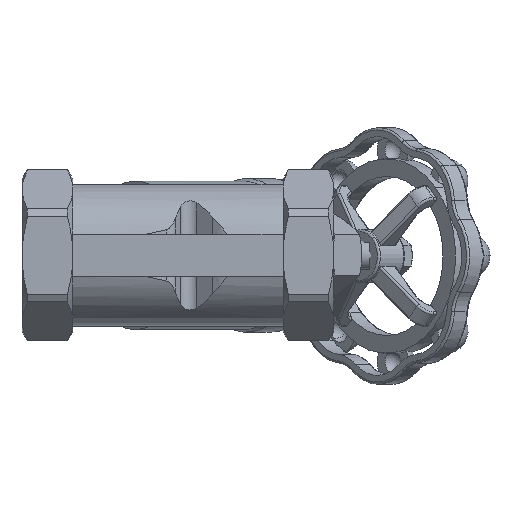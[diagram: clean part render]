
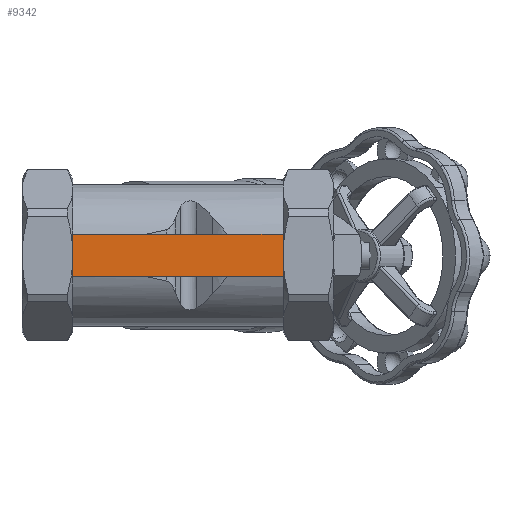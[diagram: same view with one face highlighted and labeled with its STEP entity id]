
A CAD part, front view. The second image highlights one B-rep face of the part: STEP entity #9342.
In plain terms, the highlighted planar face has unit normal (0, -1, 0).
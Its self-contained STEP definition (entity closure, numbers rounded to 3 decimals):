
#1246 = CARTESIAN_POINT ( 'NONE',  ( -47.5, -34.5, 9.5 ) ) ;
#1957 = LINE ( 'NONE', #38245, #39331 ) ;
#2909 = CARTESIAN_POINT ( 'NONE',  ( -47.5, -34.5, -9.5 ) ) ;
#3229 = CARTESIAN_POINT ( 'NONE',  ( -47.5, -34.5, -9.5 ) ) ;
#3332 = LINE ( 'NONE', #52477, #4450 ) ;
#3668 = EDGE_CURVE ( 'NONE', #30808, #13014, #26968, .T. ) ;
#4450 = VECTOR ( 'NONE', #35143, 1000. ) ;
#5339 = CARTESIAN_POINT ( 'NONE',  ( -47.5, -34.5, 0. ) ) ;
#6083 = DIRECTION ( 'NONE',  ( 0., 1., 0. ) ) ;
#7355 = ORIENTED_EDGE ( 'NONE', *, *, #34517, .T. ) ;
#9342 = ADVANCED_FACE ( 'NONE', ( #37297 ), #32557, .F. ) ;
#12576 = VECTOR ( 'NONE', #20046, 1000. ) ;
#13014 = VERTEX_POINT ( 'NONE', #56716 ) ;
#13890 = ORIENTED_EDGE ( 'NONE', *, *, #47449, .T. ) ;
#17007 = VERTEX_POINT ( 'NONE', #47143 ) ;
#17190 = EDGE_CURVE ( 'NONE', #50739, #50957, #3332, .T. ) ;
#17798 = LINE ( 'NONE', #3229, #38401 ) ;
#19752 = LINE ( 'NONE', #56717, #12576 ) ;
#20046 = DIRECTION ( 'NONE',  ( -1., 0., 0. ) ) ;
#21181 = DIRECTION ( 'NONE',  ( 0., 0., 1. ) ) ;
#26422 = DIRECTION ( 'NONE',  ( 0., 0., -1. ) ) ;
#26968 = LINE ( 'NONE', #35879, #53744 ) ;
#28919 = ORIENTED_EDGE ( 'NONE', *, *, #17190, .T. ) ;
#29439 = ORIENTED_EDGE ( 'NONE', *, *, #3668, .T. ) ;
#30808 = VERTEX_POINT ( 'NONE', #48006 ) ;
#32557 = PLANE ( 'NONE',  #53221 ) ;
#33903 = ORIENTED_EDGE ( 'NONE', *, *, #56964, .T. ) ;
#34517 = EDGE_CURVE ( 'NONE', #13014, #17007, #44725, .T. ) ;
#35143 = DIRECTION ( 'NONE',  ( 0., 0., -1. ) ) ;
#35586 = DIRECTION ( 'NONE',  ( 0., 0., 1. ) ) ;
#35879 = CARTESIAN_POINT ( 'NONE',  ( 47.5, -34.5, -9.5 ) ) ;
#36110 = VECTOR ( 'NONE', #21181, 1000. ) ;
#37297 = FACE_OUTER_BOUND ( 'NONE', #50661, .T. ) ;
#37822 = ORIENTED_EDGE ( 'NONE', *, *, #43744, .T. ) ;
#38245 = CARTESIAN_POINT ( 'NONE',  ( 47.5, -34.5, -9.5 ) ) ;
#38401 = VECTOR ( 'NONE', #26422, 1000. ) ;
#39331 = VECTOR ( 'NONE', #56464, 1000. ) ;
#40970 = VERTEX_POINT ( 'NONE', #1246 ) ;
#43744 = EDGE_CURVE ( 'NONE', #17007, #40970, #19752, .T. ) ;
#44129 = CARTESIAN_POINT ( 'NONE',  ( 47.5, -34.5, -9.5 ) ) ;
#44725 = LINE ( 'NONE', #44129, #36110 ) ;
#46291 = CARTESIAN_POINT ( 'NONE',  ( 0., -34.5, 0. ) ) ;
#47143 = CARTESIAN_POINT ( 'NONE',  ( 47.5, -34.5, 9.5 ) ) ;
#47449 = EDGE_CURVE ( 'NONE', #50957, #30808, #1957, .T. ) ;
#48006 = CARTESIAN_POINT ( 'NONE',  ( 47.5, -34.5, -9.5 ) ) ;
#50661 = EDGE_LOOP ( 'NONE', ( #37822, #33903, #28919, #13890, #29439, #7355 ) ) ;
#50739 = VERTEX_POINT ( 'NONE', #5339 ) ;
#50957 = VERTEX_POINT ( 'NONE', #2909 ) ;
#52477 = CARTESIAN_POINT ( 'NONE',  ( -47.5, -34.5, -9.5 ) ) ;
#53221 = AXIS2_PLACEMENT_3D ( 'NONE', #46291, #6083, #55515 ) ;
#53744 = VECTOR ( 'NONE', #35586, 1000. ) ;
#55515 = DIRECTION ( 'NONE',  ( 0., 0., 1. ) ) ;
#56464 = DIRECTION ( 'NONE',  ( 1., 0., 0. ) ) ;
#56716 = CARTESIAN_POINT ( 'NONE',  ( 47.5, -34.5, 0. ) ) ;
#56717 = CARTESIAN_POINT ( 'NONE',  ( 47.5, -34.5, 9.5 ) ) ;
#56964 = EDGE_CURVE ( 'NONE', #40970, #50739, #17798, .T. ) ;
